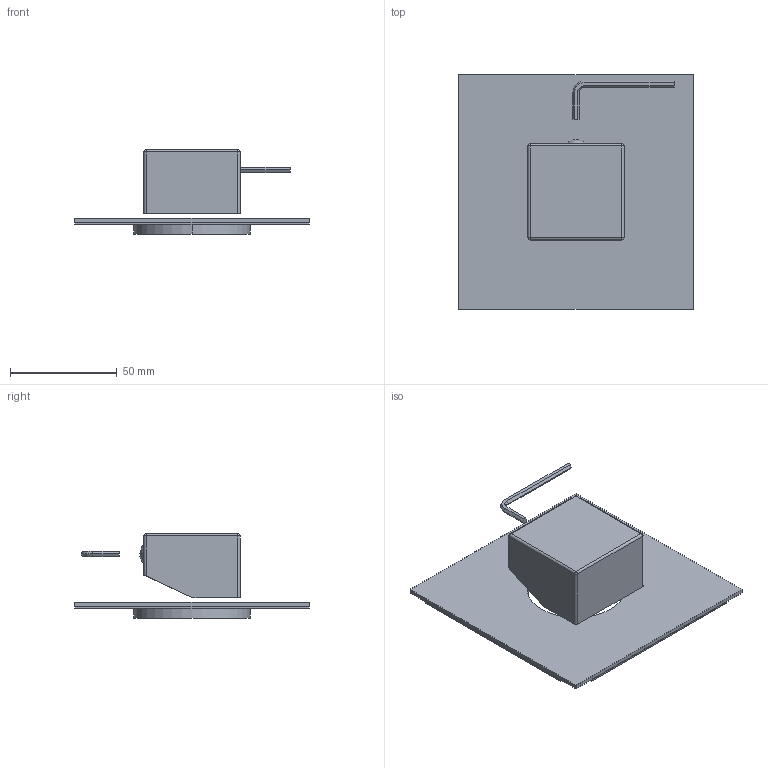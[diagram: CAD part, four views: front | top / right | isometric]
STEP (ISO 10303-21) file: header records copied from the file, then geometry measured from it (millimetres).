
FILE_DESCRIPTION((''),'2;1');
FILE_NAME('LEC010CR-MEST_ASM','2021-01-29T15:56:37',('stefano.gianpani'),('PAFFONI SpA'),'CREO PARAMETRIC BY PTC INC, 2020044','CREO PARAMETRIC BY PTC INC, 2020044','');
FILE_SCHEMA(('CONFIG_CONTROL_DESIGN','SHAPE_APPEARANCE_LAYERS_GROUPS'));
Length unit declared in the file: millimetre
Products named in the file (9): 2041708CR; 592305006A2I; TCF08CRTE; CHBR25; 8001113CR_ASM; 4061170CRI; 2092467_AF0; 2091415; LEC010CR-MEST_ASM
Assembly tree (11 placements, depth 3):
  LEC010CR-MEST_ASM
    2041708CR
    8001113CR_ASM
      592305006A2I
      TCF08CRTE
      CHBR25
    4061170CRI
    2092467_AF0
    2091415  x4
Bounding box: 110 x 110 x 39.5 mm (x, y, z)
Volume: 40268.6 mm3; surface area: 48768.5 mm2
Topology: 10 solids, 12 shells, 203 faces, 456 edges, 279 vertices
Faces by surface type: plane 97, cylinder 62, cone 16, sphere 14, torus 8, bspline 6
Entity records: 7087 total; most frequent: CARTESIAN_POINT 1335, DIRECTION 938, ORIENTED_EDGE 828, PRESENTATION_STYLE_ASSIGNMENT 427, STYLED_ITEM 427, CURVE_STYLE 418, EDGE_CURVE 418, AXIS2_PLACEMENT_3D 346
